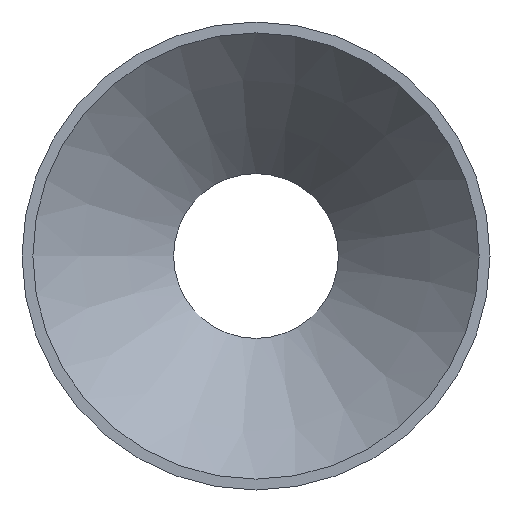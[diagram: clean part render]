
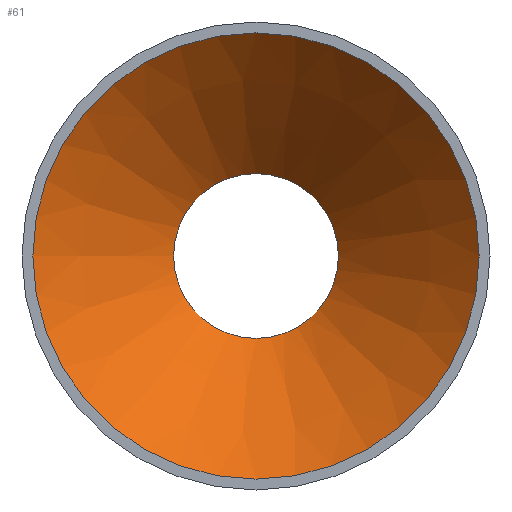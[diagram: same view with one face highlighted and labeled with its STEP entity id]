
A CAD part, front view. The second image highlights one B-rep face of the part: STEP entity #61.
In plain terms, the highlighted conical face has half-angle 43.797 degrees and reference radius 15.554 mm.
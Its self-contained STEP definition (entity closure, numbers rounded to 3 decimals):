
#22=FACE_BOUND('',#31,.T.);
#26=FACE_OUTER_BOUND('',#30,.T.);
#30=EDGE_LOOP('',(#51));
#31=EDGE_LOOP('',(#52));
#38=CIRCLE('',#86,15.2);
#39=CIRCLE('',#87,5.612);
#43=VERTEX_POINT('',#116);
#44=VERTEX_POINT('',#118);
#47=EDGE_CURVE('',#43,#43,#38,.T.);
#48=EDGE_CURVE('',#44,#44,#39,.T.);
#51=ORIENTED_EDGE('',*,*,#47,.F.);
#52=ORIENTED_EDGE('',*,*,#48,.F.);
#59=CONICAL_SURFACE('',#85,15.554,0.764);
#61=ADVANCED_FACE('',(#26,#22),#59,.F.);
#85=AXIS2_PLACEMENT_3D('',#115,#96,#97);
#86=AXIS2_PLACEMENT_3D('',#117,#98,#99);
#87=AXIS2_PLACEMENT_3D('',#119,#100,#101);
#96=DIRECTION('center_axis',(0.,-1.,0.));
#97=DIRECTION('ref_axis',(1.,0.,0.));
#98=DIRECTION('center_axis',(0.,1.,0.));
#99=DIRECTION('ref_axis',(1.,0.,0.));
#100=DIRECTION('center_axis',(0.,-1.,0.));
#101=DIRECTION('ref_axis',(1.,0.,0.));
#115=CARTESIAN_POINT('Origin',(0.,-0.369,0.));
#116=CARTESIAN_POINT('',(-15.2,0.,0.));
#117=CARTESIAN_POINT('Origin',(0.,0.,0.));
#118=CARTESIAN_POINT('',(-5.612,10.,0.));
#119=CARTESIAN_POINT('Origin',(0.,10.,0.));
